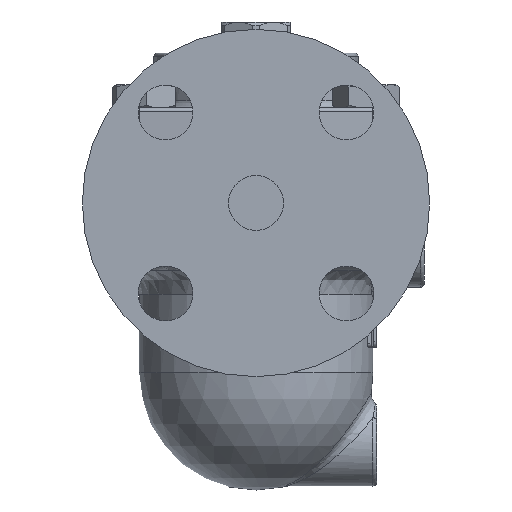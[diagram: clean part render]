
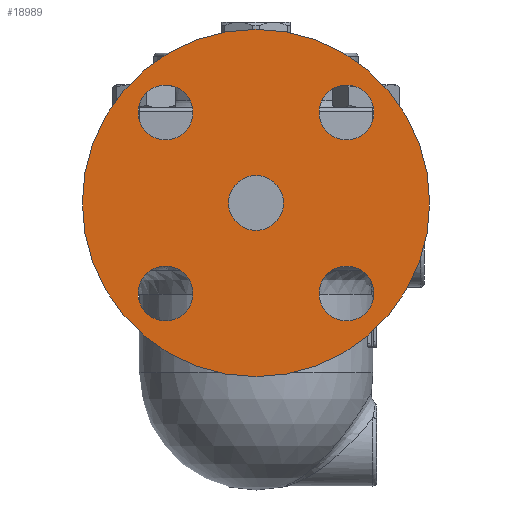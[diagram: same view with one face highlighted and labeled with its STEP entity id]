
A CAD part, left-side view. The second image highlights one B-rep face of the part: STEP entity #18989.
In plain terms, the highlighted planar face has unit normal (-1, 0, 0).
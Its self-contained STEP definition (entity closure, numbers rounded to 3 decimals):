
#18918=CARTESIAN_POINT('',(-85.0,0.0,-1.));
#18919=DIRECTION('',(1.0,0.0,0.0));
#18920=DIRECTION('',(0.0,0.0,-1.0));
#18921=AXIS2_PLACEMENT_3D('',#18918,#18919,#18920);
#18922=PLANE('',#18921);
#18923=CARTESIAN_POINT('',(-85.0,0.,-48.5));
#18924=VERTEX_POINT('',#18923);
#18925=CARTESIAN_POINT('',(-85.0,0.0,-1.));
#18926=DIRECTION('',(-1.0,0.0,0.0));
#18927=DIRECTION('',(0.0,0.0,1.0));
#18928=AXIS2_PLACEMENT_3D('',#18925,#18926,#18927);
#18929=CIRCLE('',#18928,47.5);
#18930=EDGE_CURVE('',#18924,#18924,#18929,.T.);
#18931=ORIENTED_EDGE('',*,*,#18930,.T.);
#18932=EDGE_LOOP('',(#18931));
#18933=FACE_OUTER_BOUND('',#18932,.T.);
#18934=CARTESIAN_POINT('',(-85.0,24.749,16.249));
#18935=VERTEX_POINT('',#18934);
#18936=CARTESIAN_POINT('',(-85.0,24.749,23.749));
#18937=DIRECTION('',(1.0,0.0,0.0));
#18938=DIRECTION('',(0.0,0.0,-1.0));
#18939=AXIS2_PLACEMENT_3D('',#18936,#18937,#18938);
#18940=CIRCLE('',#18939,7.5);
#18941=EDGE_CURVE('',#18935,#18935,#18940,.T.);
#18942=ORIENTED_EDGE('',*,*,#18941,.T.);
#18943=EDGE_LOOP('',(#18942));
#18944=FACE_BOUND('',#18943,.T.);
#18945=CARTESIAN_POINT('',(-85.0,17.249,-25.749));
#18946=VERTEX_POINT('',#18945);
#18947=CARTESIAN_POINT('',(-85.0,24.749,-25.749));
#18948=DIRECTION('',(1.0,0.0,0.0));
#18949=DIRECTION('',(0.0,-1.0,0.0));
#18950=AXIS2_PLACEMENT_3D('',#18947,#18948,#18949);
#18951=CIRCLE('',#18950,7.5);
#18952=EDGE_CURVE('',#18946,#18946,#18951,.T.);
#18953=ORIENTED_EDGE('',*,*,#18952,.T.);
#18954=EDGE_LOOP('',(#18953));
#18955=FACE_BOUND('',#18954,.T.);
#18956=CARTESIAN_POINT('',(-85.0,-24.749,-18.249));
#18957=VERTEX_POINT('',#18956);
#18958=CARTESIAN_POINT('',(-85.0,-24.749,-25.749));
#18959=DIRECTION('',(1.0,0.0,0.0));
#18960=DIRECTION('',(0.0,0.0,1.0));
#18961=AXIS2_PLACEMENT_3D('',#18958,#18959,#18960);
#18962=CIRCLE('',#18961,7.5);
#18963=EDGE_CURVE('',#18957,#18957,#18962,.T.);
#18964=ORIENTED_EDGE('',*,*,#18963,.T.);
#18965=EDGE_LOOP('',(#18964));
#18966=FACE_BOUND('',#18965,.T.);
#18967=CARTESIAN_POINT('',(-85.0,-17.249,23.749));
#18968=VERTEX_POINT('',#18967);
#18969=CARTESIAN_POINT('',(-85.0,-24.749,23.749));
#18970=DIRECTION('',(1.0,0.0,0.0));
#18971=DIRECTION('',(0.0,1.0,0.0));
#18972=AXIS2_PLACEMENT_3D('',#18969,#18970,#18971);
#18973=CIRCLE('',#18972,7.5);
#18974=EDGE_CURVE('',#18968,#18968,#18973,.T.);
#18975=ORIENTED_EDGE('',*,*,#18974,.T.);
#18976=EDGE_LOOP('',(#18975));
#18977=FACE_BOUND('',#18976,.T.);
#18978=CARTESIAN_POINT('',(-85.0,0.,-8.5));
#18979=VERTEX_POINT('',#18978);
#18980=CARTESIAN_POINT('',(-85.0,0.0,-1.));
#18981=DIRECTION('',(1.0,0.0,0.0));
#18982=DIRECTION('',(0.0,0.0,1.0));
#18983=AXIS2_PLACEMENT_3D('',#18980,#18981,#18982);
#18984=CIRCLE('',#18983,7.5);
#18985=EDGE_CURVE('',#18979,#18979,#18984,.T.);
#18986=ORIENTED_EDGE('',*,*,#18985,.T.);
#18987=EDGE_LOOP('',(#18986));
#18988=FACE_BOUND('',#18987,.T.);
#18989=ADVANCED_FACE('',(#18933,#18944,#18955,#18966,#18977,#18988),#18922,.F.);
